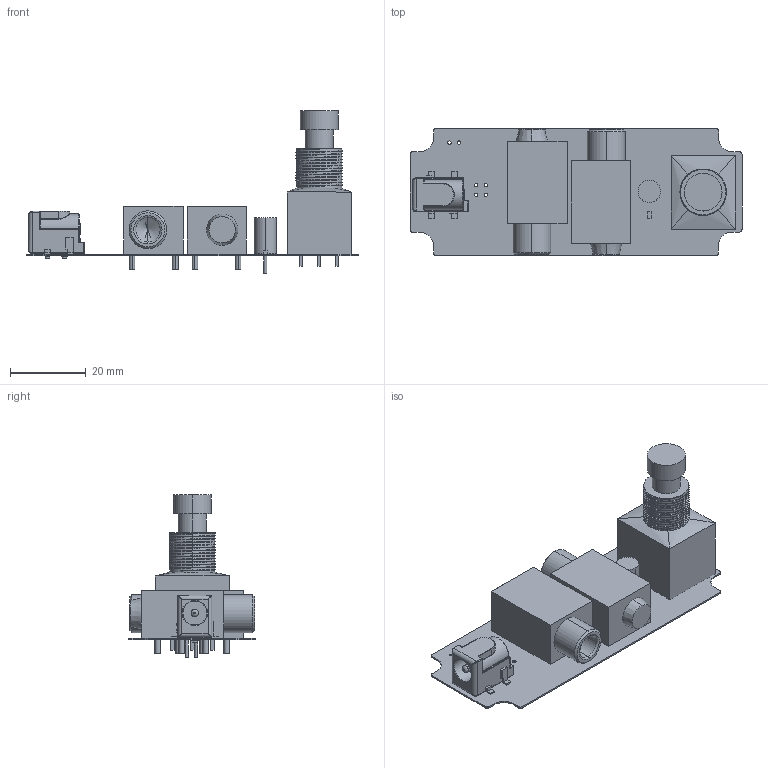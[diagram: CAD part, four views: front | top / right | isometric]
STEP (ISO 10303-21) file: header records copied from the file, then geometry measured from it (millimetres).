
FILE_DESCRIPTION(('Open CASCADE Model'),'2;1');
FILE_NAME('Open CASCADE Shape Model','2020-05-29T23:10:04',('Author'),( 'Open CASCADE'),'Open CASCADE STEP processor 6.8','Open CASCADE 6.8' ,'Unknown');
FILE_SCHEMA(('AUTOMOTIVE_DESIGN { 1 0 10303 214 1 1 1 1 }'));
Length unit declared in the file: millimetre
Products named in the file (17): PCB; Board; Open CASCADE STEP translator 6.8 1.1.1; S1; Foot_Switch; R1; 8143426944; Extruded; LED1; 8296054224; Body; Leads; J3; nrj6hm-1-1; J2; J1; CUI_-_PJ-002AH-SMT-TR
Assembly tree (18 placements, depth 4):
  PCB
    Board
      Open CASCADE STEP translator 6.8 1.1.1
    S1
      Foot_Switch
    R1
      8143426944
        Extruded
    LED1
      8296054224
        Body
        Leads  x2
    J3
      nrj6hm-1-1
    J2
      nrj6hm-1-1
    J1
      CUI_-_PJ-002AH-SMT-TR
Bounding box: 87.94 x 33.84 x 43 mm (x, y, z)
Volume: 18462.4 mm3; surface area: 15078 mm2
Topology: 11 solids, 12 shells, 509 faces, 1290 edges, 834 vertices
Faces by surface type: plane 307, cylinder 145, bspline 21, torus 16, cone 12, sphere 8
Full cylindrical faces by diameter (mm): 0.78 x4, 0.9 x6, 0.98 x2, 1.2 x11, 1.5 x12, 1.7 x2, 1.8 x1, 2 x1, 6.5 x1
Entity records: 17868 total; most frequent: CARTESIAN_POINT 5414, ORIENTED_EDGE 2390, DIRECTION 2298, EDGE_CURVE 1194, LINE 862, VECTOR 862, VERTEX_POINT 773, AXIS2_PLACEMENT_3D 718
